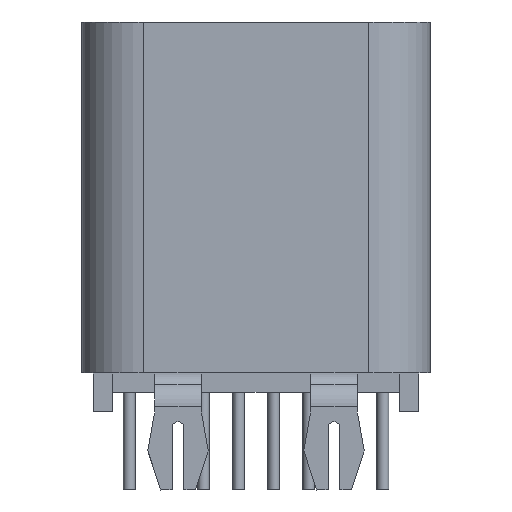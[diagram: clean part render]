
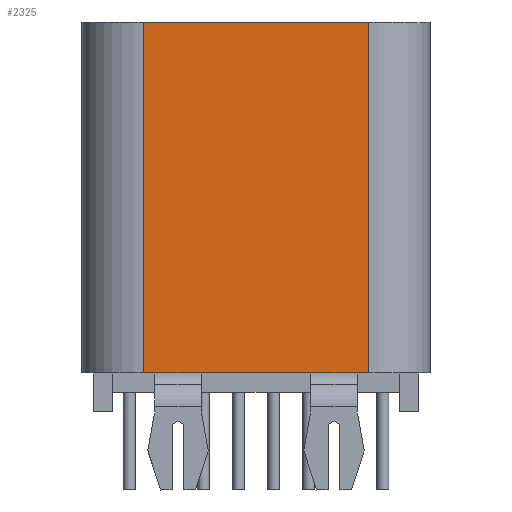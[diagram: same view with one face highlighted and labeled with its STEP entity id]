
A CAD part, front view. The second image highlights one B-rep face of the part: STEP entity #2325.
In plain terms, the highlighted planar face has unit normal (0, -1, 0).
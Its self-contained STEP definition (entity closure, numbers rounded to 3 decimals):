
#243=FACE_OUTER_BOUND('',#389,.T.);
#389=EDGE_LOOP('',(#1907,#1908,#1909,#1910,#1911,#1912,#1913,#1914));
#497=LINE('',#3445,#743);
#503=LINE('',#3461,#749);
#504=LINE('',#3464,#750);
#580=LINE('',#3654,#826);
#584=LINE('',#3664,#830);
#631=LINE('',#3785,#877);
#632=LINE('',#3787,#878);
#633=LINE('',#3788,#879);
#743=VECTOR('',#2740,10.);
#749=VECTOR('',#2754,10.);
#750=VECTOR('',#2757,10.);
#826=VECTOR('',#2935,10.);
#830=VECTOR('',#2949,10.);
#877=VECTOR('',#3068,10.);
#878=VECTOR('',#3069,10.);
#879=VECTOR('',#3070,10.);
#961=VERTEX_POINT('',#3370);
#984=VERTEX_POINT('',#3427);
#990=VERTEX_POINT('',#3459);
#991=VERTEX_POINT('',#3463);
#1052=VERTEX_POINT('',#3637);
#1055=VERTEX_POINT('',#3663);
#1093=VERTEX_POINT('',#3784);
#1094=VERTEX_POINT('',#3786);
#1211=EDGE_CURVE('',#984,#961,#497,.T.);
#1219=EDGE_CURVE('',#990,#984,#503,.T.);
#1220=EDGE_CURVE('',#961,#991,#504,.T.);
#1316=EDGE_CURVE('',#991,#1052,#580,.T.);
#1320=EDGE_CURVE('',#1052,#1055,#584,.T.);
#1381=EDGE_CURVE('',#990,#1093,#631,.T.);
#1382=EDGE_CURVE('',#1094,#1093,#632,.T.);
#1383=EDGE_CURVE('',#1055,#1094,#633,.T.);
#1907=ORIENTED_EDGE('',*,*,#1219,.F.);
#1908=ORIENTED_EDGE('',*,*,#1381,.T.);
#1909=ORIENTED_EDGE('',*,*,#1382,.F.);
#1910=ORIENTED_EDGE('',*,*,#1383,.F.);
#1911=ORIENTED_EDGE('',*,*,#1320,.F.);
#1912=ORIENTED_EDGE('',*,*,#1316,.F.);
#1913=ORIENTED_EDGE('',*,*,#1220,.F.);
#1914=ORIENTED_EDGE('',*,*,#1211,.F.);
#2197=PLANE('',#2546);
#2325=ADVANCED_FACE('',(#243),#2197,.T.);
#2546=AXIS2_PLACEMENT_3D('',#3783,#3066,#3067);
#2740=DIRECTION('',(-1.,0.,0.));
#2754=DIRECTION('',(-1.,0.,0.));
#2757=DIRECTION('',(-1.,0.,0.));
#2935=DIRECTION('',(-1.,0.,0.));
#2949=DIRECTION('',(-1.,0.,0.));
#3066=DIRECTION('center_axis',(0.,-1.,0.));
#3067=DIRECTION('ref_axis',(1.,0.,0.));
#3068=DIRECTION('',(0.,0.,1.));
#3069=DIRECTION('',(1.,0.,0.));
#3070=DIRECTION('',(0.,0.,1.));
#3370=CARTESIAN_POINT('',(1.4,-1.58,1.));
#3427=CARTESIAN_POINT('',(2.6,-1.58,1.));
#3445=CARTESIAN_POINT('',(2.89,-1.58,1.));
#3459=CARTESIAN_POINT('',(2.89,-1.58,1.));
#3461=CARTESIAN_POINT('',(2.89,-1.58,1.));
#3463=CARTESIAN_POINT('',(-1.4,-1.58,1.));
#3464=CARTESIAN_POINT('',(2.89,-1.58,1.));
#3637=CARTESIAN_POINT('',(-2.6,-1.58,1.));
#3654=CARTESIAN_POINT('',(2.89,-1.58,1.));
#3663=CARTESIAN_POINT('',(-2.89,-1.58,1.));
#3664=CARTESIAN_POINT('',(2.89,-1.58,1.));
#3783=CARTESIAN_POINT('Origin',(-2.89,-1.58,1.));
#3784=CARTESIAN_POINT('',(2.89,-1.58,10.));
#3785=CARTESIAN_POINT('',(2.89,-1.58,1.));
#3786=CARTESIAN_POINT('',(-2.89,-1.58,10.));
#3787=CARTESIAN_POINT('',(2.89,-1.58,10.));
#3788=CARTESIAN_POINT('',(-2.89,-1.58,1.));
